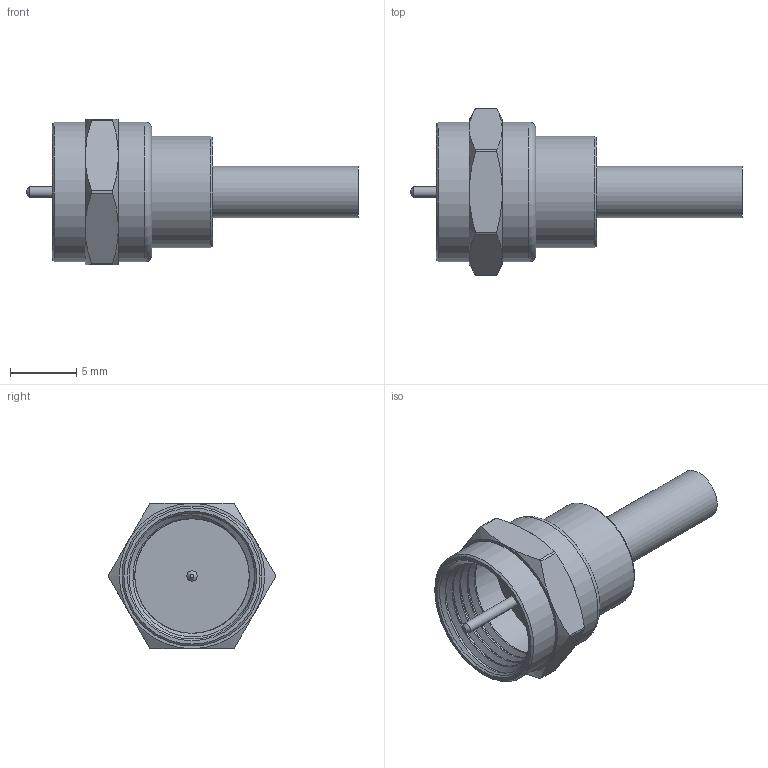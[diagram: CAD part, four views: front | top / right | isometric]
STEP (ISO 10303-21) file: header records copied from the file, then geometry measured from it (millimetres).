
FILE_DESCRIPTION (( 'STEP AP203' ), '1' );
FILE_NAME ('PE45520_3D.step', '2022-02-21T20:14:30', ( '' ), ( '' ), 'SwSTEP 2.0', 'SolidWorks 2021', '' );
FILE_SCHEMA (( 'CONFIG_CONTROL_DESIGN' ));
Length unit declared in the file: inch
Products named in the file (1): PE45520_3D
Bounding box: 25.1 x 12.61 x 11 mm (x, y, z)
Volume: 611.1 mm3; surface area: 1151.4 mm2
Topology: 2 solids, 2 shells, 51 faces, 110 edges, 71 vertices
Faces by surface type: cylinder 20, plane 19, cone 7, bspline 4, torus 1
Full cylindrical faces by diameter (mm): 0.8 x1, 1.7 x1, 2.575 x1, 2.7 x1, 3.2 x1, 3.9 x1, 8.443 x1, 9.525 x4, 10.584 x2
Entity records: 2509 total; most frequent: CARTESIAN_POINT 1548, DIRECTION 180, ORIENTED_EDGE 152, AXIS2_PLACEMENT_3D 84, EDGE_CURVE 76, EDGE_LOOP 75, VERTEX_POINT 59, FACE_OUTER_BOUND 58
